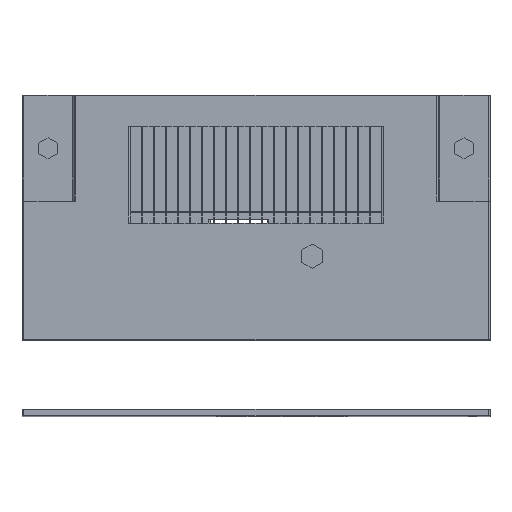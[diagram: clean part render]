
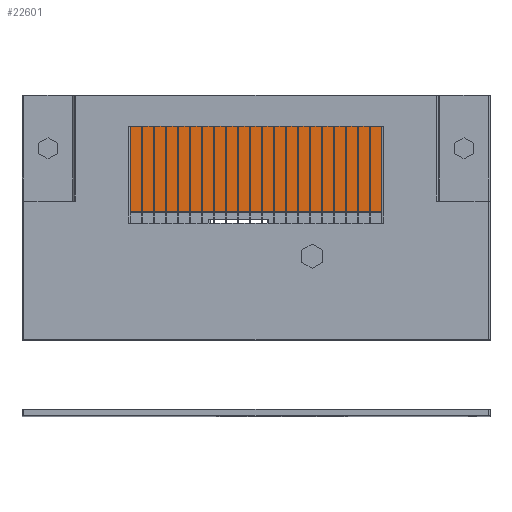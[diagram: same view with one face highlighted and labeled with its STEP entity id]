
A CAD part, top view. The second image highlights one B-rep face of the part: STEP entity #22601.
In plain terms, the highlighted planar face has unit normal (0, 0, 1).
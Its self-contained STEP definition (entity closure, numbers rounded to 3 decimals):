
#270 = DIRECTION ( 'NONE',  ( -1., 0., 0. ) ) ;
#541 = ORIENTED_EDGE ( 'NONE', *, *, #9061, .T. ) ;
#552 = AXIS2_PLACEMENT_3D ( 'NONE', #18238, #4032, #18489 ) ;
#607 = VERTEX_POINT ( 'NONE', #1507 ) ;
#747 = VECTOR ( 'NONE', #1117, 1000. ) ;
#827 = VERTEX_POINT ( 'NONE', #13675 ) ;
#865 = ORIENTED_EDGE ( 'NONE', *, *, #9676, .T. ) ;
#966 = ORIENTED_EDGE ( 'NONE', *, *, #13928, .T. ) ;
#1011 = VERTEX_POINT ( 'NONE', #8999 ) ;
#1117 = DIRECTION ( 'NONE',  ( 0., -1., 0. ) ) ;
#1172 = CARTESIAN_POINT ( 'NONE',  ( 105.1, 62.387, -22. ) ) ;
#1257 = LINE ( 'NONE', #20970, #20147 ) ;
#1261 = LINE ( 'NONE', #12127, #12033 ) ;
#1350 = VERTEX_POINT ( 'NONE', #14113 ) ;
#1507 = CARTESIAN_POINT ( 'NONE',  ( 106.8, 63.369, -22. ) ) ;
#1628 = EDGE_LOOP ( 'NONE', ( #966, #14962, #14052, #23405, #541, #14386 ) ) ;
#2000 = FACE_OUTER_BOUND ( 'NONE', #2815, .T. ) ;
#2077 = VECTOR ( 'NONE', #7003, 1000. ) ;
#2079 = CARTESIAN_POINT ( 'NONE',  ( 29.9, 66.313, -22. ) ) ;
#2605 = EDGE_CURVE ( 'NONE', #16587, #11075, #16380, .T. ) ;
#2815 = EDGE_LOOP ( 'NONE', ( #7564, #22501, #15846, #6175 ) ) ;
#2938 = VERTEX_POINT ( 'NONE', #16818 ) ;
#3024 = CARTESIAN_POINT ( 'NONE',  ( 31.6, 63.369, -22. ) ) ;
#3801 = ORIENTED_EDGE ( 'NONE', *, *, #12131, .T. ) ;
#3846 = LINE ( 'NONE', #13156, #5673 ) ;
#3997 = EDGE_CURVE ( 'NONE', #827, #19074, #10312, .T. ) ;
#4032 = DIRECTION ( 'NONE',  ( 0., 0., 1. ) ) ;
#4144 = CARTESIAN_POINT ( 'NONE',  ( 105.1, 62.387, -22. ) ) ;
#4186 = CARTESIAN_POINT ( 'NONE',  ( 28.2, 65.331, -22. ) ) ;
#4582 = LINE ( 'NONE', #4697, #747 ) ;
#4697 = CARTESIAN_POINT ( 'NONE',  ( 106.8, 65.331, -22. ) ) ;
#5076 = CARTESIAN_POINT ( 'NONE',  ( 29.9, 62.387, -22. ) ) ;
#5397 = DIRECTION ( 'NONE',  ( 0.866, 0.5, 0. ) ) ;
#5542 = LINE ( 'NONE', #11386, #6770 ) ;
#5559 = LINE ( 'NONE', #12847, #2077 ) ;
#5673 = VECTOR ( 'NONE', #7779, 1000. ) ;
#5696 = DIRECTION ( 'NONE',  ( -0.866, 0.5, 0. ) ) ;
#5747 = EDGE_CURVE ( 'NONE', #1350, #14963, #22245, .T. ) ;
#6175 = ORIENTED_EDGE ( 'NONE', *, *, #23346, .T. ) ;
#6607 = VECTOR ( 'NONE', #5696, 1000. ) ;
#6633 = CARTESIAN_POINT ( 'NONE',  ( 18.5, 37., -22. ) ) ;
#6726 = VECTOR ( 'NONE', #19392, 1000. ) ;
#6770 = VECTOR ( 'NONE', #20466, 1000. ) ;
#7003 = DIRECTION ( 'NONE',  ( 0., -1., 0. ) ) ;
#7486 = EDGE_CURVE ( 'NONE', #19074, #10604, #5542, .T. ) ;
#7501 = PLANE ( 'NONE',  #552 ) ;
#7564 = ORIENTED_EDGE ( 'NONE', *, *, #2605, .F. ) ;
#7650 = LINE ( 'NONE', #14822, #8142 ) ;
#7651 = DIRECTION ( 'NONE',  ( 0., 1., 0. ) ) ;
#7779 = DIRECTION ( 'NONE',  ( -0.866, -0.5, 0. ) ) ;
#8142 = VECTOR ( 'NONE', #16612, 1000. ) ;
#8409 = VECTOR ( 'NONE', #23179, 1000. ) ;
#8471 = VECTOR ( 'NONE', #5397, 1000. ) ;
#8528 = EDGE_CURVE ( 'NONE', #15696, #1011, #1257, .T. ) ;
#8999 = CARTESIAN_POINT ( 'NONE',  ( 28.2, 63.369, -22. ) ) ;
#9061 = EDGE_CURVE ( 'NONE', #10062, #15696, #3846, .T. ) ;
#9676 = EDGE_CURVE ( 'NONE', #607, #12553, #1261, .T. ) ;
#9949 = VERTEX_POINT ( 'NONE', #11510 ) ;
#10062 = VERTEX_POINT ( 'NONE', #3024 ) ;
#10312 = LINE ( 'NONE', #10555, #15215 ) ;
#10555 = CARTESIAN_POINT ( 'NONE',  ( 29.9, 66.313, -22. ) ) ;
#10604 = VERTEX_POINT ( 'NONE', #16363 ) ;
#10985 = LINE ( 'NONE', #4186, #17684 ) ;
#11075 = VERTEX_POINT ( 'NONE', #6633 ) ;
#11181 = VECTOR ( 'NONE', #22096, 1000. ) ;
#11372 = ORIENTED_EDGE ( 'NONE', *, *, #16093, .T. ) ;
#11386 = CARTESIAN_POINT ( 'NONE',  ( 31.6, 65.331, -22. ) ) ;
#11510 = CARTESIAN_POINT ( 'NONE',  ( 106.8, 65.331, -22. ) ) ;
#12033 = VECTOR ( 'NONE', #15707, 1000. ) ;
#12127 = CARTESIAN_POINT ( 'NONE',  ( 106.8, 63.369, -22. ) ) ;
#12131 = EDGE_CURVE ( 'NONE', #2938, #9949, #17128, .T. ) ;
#12312 = CARTESIAN_POINT ( 'NONE',  ( 116.5, 37., -22. ) ) ;
#12553 = VERTEX_POINT ( 'NONE', #1172 ) ;
#12847 = CARTESIAN_POINT ( 'NONE',  ( 31.6, 63.369, -22. ) ) ;
#13061 = EDGE_CURVE ( 'NONE', #10604, #10062, #5559, .T. ) ;
#13106 = FACE_BOUND ( 'NONE', #1628, .T. ) ;
#13156 = CARTESIAN_POINT ( 'NONE',  ( 29.9, 62.387, -22. ) ) ;
#13248 = CARTESIAN_POINT ( 'NONE',  ( 116.5, 67.5, -22. ) ) ;
#13601 = ORIENTED_EDGE ( 'NONE', *, *, #16631, .T. ) ;
#13675 = CARTESIAN_POINT ( 'NONE',  ( 28.2, 65.331, -22. ) ) ;
#13831 = VECTOR ( 'NONE', #17092, 1000. ) ;
#13928 = EDGE_CURVE ( 'NONE', #1011, #827, #10985, .T. ) ;
#14052 = ORIENTED_EDGE ( 'NONE', *, *, #7486, .T. ) ;
#14113 = CARTESIAN_POINT ( 'NONE',  ( 116.5, 67.5, -22. ) ) ;
#14386 = ORIENTED_EDGE ( 'NONE', *, *, #8528, .T. ) ;
#14822 = CARTESIAN_POINT ( 'NONE',  ( 18.5, 37., -22. ) ) ;
#14962 = ORIENTED_EDGE ( 'NONE', *, *, #3997, .T. ) ;
#14963 = VERTEX_POINT ( 'NONE', #23196 ) ;
#15071 = CARTESIAN_POINT ( 'NONE',  ( 0., 67.5, -22. ) ) ;
#15215 = VECTOR ( 'NONE', #15828, 1000. ) ;
#15696 = VERTEX_POINT ( 'NONE', #5076 ) ;
#15707 = DIRECTION ( 'NONE',  ( -0.866, -0.5, 0. ) ) ;
#15828 = DIRECTION ( 'NONE',  ( 0.866, 0.5, 0. ) ) ;
#15846 = ORIENTED_EDGE ( 'NONE', *, *, #5747, .T. ) ;
#15899 = VERTEX_POINT ( 'NONE', #22154 ) ;
#16093 = EDGE_CURVE ( 'NONE', #9949, #607, #4582, .T. ) ;
#16244 = CARTESIAN_POINT ( 'NONE',  ( 103.4, 63.369, -22. ) ) ;
#16363 = CARTESIAN_POINT ( 'NONE',  ( 31.6, 65.331, -22. ) ) ;
#16380 = LINE ( 'NONE', #20195, #20286 ) ;
#16587 = VERTEX_POINT ( 'NONE', #12312 ) ;
#16612 = DIRECTION ( 'NONE',  ( 0., -1., 0. ) ) ;
#16631 = EDGE_CURVE ( 'NONE', #16995, #15899, #23421, .T. ) ;
#16818 = CARTESIAN_POINT ( 'NONE',  ( 105.1, 66.313, -22. ) ) ;
#16995 = VERTEX_POINT ( 'NONE', #19445 ) ;
#17092 = DIRECTION ( 'NONE',  ( -1., 0., 0. ) ) ;
#17128 = LINE ( 'NONE', #17589, #6726 ) ;
#17281 = EDGE_LOOP ( 'NONE', ( #13601, #18299, #3801, #11372, #865, #21412 ) ) ;
#17374 = DIRECTION ( 'NONE',  ( -0.866, 0.5, 0. ) ) ;
#17589 = CARTESIAN_POINT ( 'NONE',  ( 105.1, 66.313, -22. ) ) ;
#17684 = VECTOR ( 'NONE', #7651, 1000. ) ;
#18170 = CARTESIAN_POINT ( 'NONE',  ( 103.4, 65.331, -22. ) ) ;
#18238 = CARTESIAN_POINT ( 'NONE',  ( 15., 70.5, -22. ) ) ;
#18299 = ORIENTED_EDGE ( 'NONE', *, *, #20506, .T. ) ;
#18489 = DIRECTION ( 'NONE',  ( 1., 0., 0. ) ) ;
#19074 = VERTEX_POINT ( 'NONE', #2079 ) ;
#19392 = DIRECTION ( 'NONE',  ( 0.866, -0.5, 0. ) ) ;
#19445 = CARTESIAN_POINT ( 'NONE',  ( 103.4, 63.369, -22. ) ) ;
#20147 = VECTOR ( 'NONE', #17374, 1000. ) ;
#20149 = LINE ( 'NONE', #4144, #6607 ) ;
#20195 = CARTESIAN_POINT ( 'NONE',  ( 0., 37., -22. ) ) ;
#20286 = VECTOR ( 'NONE', #270, 1000. ) ;
#20399 = FACE_BOUND ( 'NONE', #17281, .T. ) ;
#20466 = DIRECTION ( 'NONE',  ( 0.866, -0.5, 0. ) ) ;
#20506 = EDGE_CURVE ( 'NONE', #15899, #2938, #23205, .T. ) ;
#20533 = LINE ( 'NONE', #13248, #11181 ) ;
#20970 = CARTESIAN_POINT ( 'NONE',  ( 28.2, 63.369, -22. ) ) ;
#20999 = EDGE_CURVE ( 'NONE', #16587, #1350, #20533, .T. ) ;
#21408 = EDGE_CURVE ( 'NONE', #12553, #16995, #20149, .T. ) ;
#21412 = ORIENTED_EDGE ( 'NONE', *, *, #21408, .T. ) ;
#22096 = DIRECTION ( 'NONE',  ( 0., 1., 0. ) ) ;
#22154 = CARTESIAN_POINT ( 'NONE',  ( 103.4, 65.331, -22. ) ) ;
#22245 = LINE ( 'NONE', #15071, #13831 ) ;
#22501 = ORIENTED_EDGE ( 'NONE', *, *, #20999, .T. ) ;
#22601 = ADVANCED_FACE ( 'NONE', ( #13106, #20399, #2000 ), #7501, .T. ) ;
#23179 = DIRECTION ( 'NONE',  ( 0., 1., 0. ) ) ;
#23196 = CARTESIAN_POINT ( 'NONE',  ( 18.5, 67.5, -22. ) ) ;
#23205 = LINE ( 'NONE', #18170, #8471 ) ;
#23346 = EDGE_CURVE ( 'NONE', #14963, #11075, #7650, .T. ) ;
#23405 = ORIENTED_EDGE ( 'NONE', *, *, #13061, .T. ) ;
#23421 = LINE ( 'NONE', #16244, #8409 ) ;
